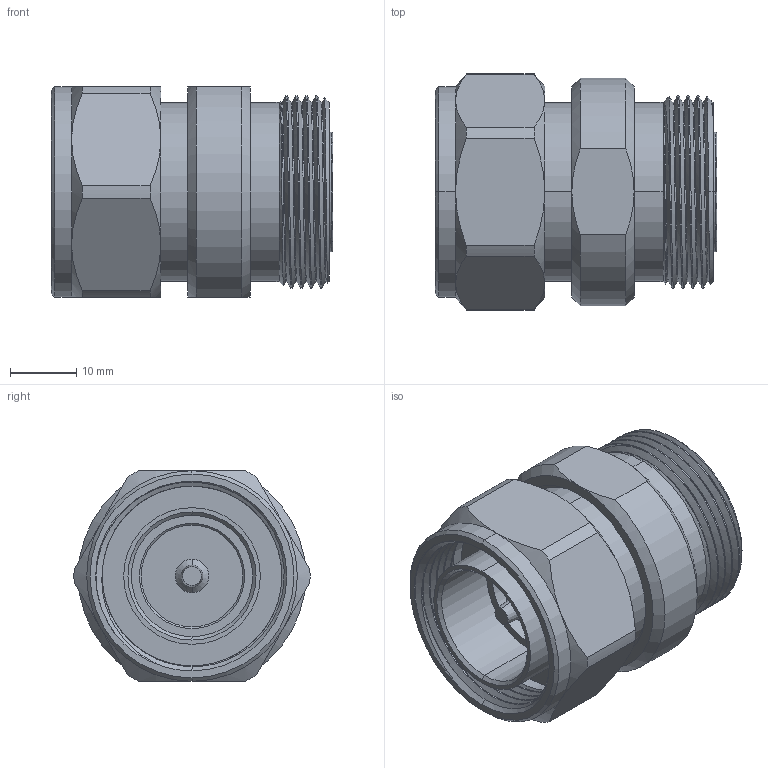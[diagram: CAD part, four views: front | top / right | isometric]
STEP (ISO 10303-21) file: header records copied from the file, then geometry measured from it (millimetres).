
FILE_DESCRIPTION (( 'STEP AP214' ), '1' );
FILE_NAME ('PE91191.STEP', '2017-10-18T16:46:59', ( '' ), ( '' ), 'SwSTEP 2.0', 'SolidWorks 2017', '' );
FILE_SCHEMA (( 'AUTOMOTIVE_DESIGN' ));
Length unit declared in the file: inch
Products named in the file (1): PE91191
Bounding box: 42.42 x 35.58 x 31.75 mm (x, y, z)
Volume: 21814.3 mm3; surface area: 12580.6 mm2
Topology: 2 solids, 2 shells, 152 faces, 364 edges, 230 vertices
Faces by surface type: cylinder 57, cone 43, plane 42, bspline 6, torus 4
Entity records: 6746 total; most frequent: CARTESIAN_POINT 3272, ORIENTED_EDGE 728, DIRECTION 696, EDGE_CURVE 364, AXIS2_PLACEMENT_3D 290, VERTEX_POINT 230, EDGE_LOOP 166, ADVANCED_FACE 152
